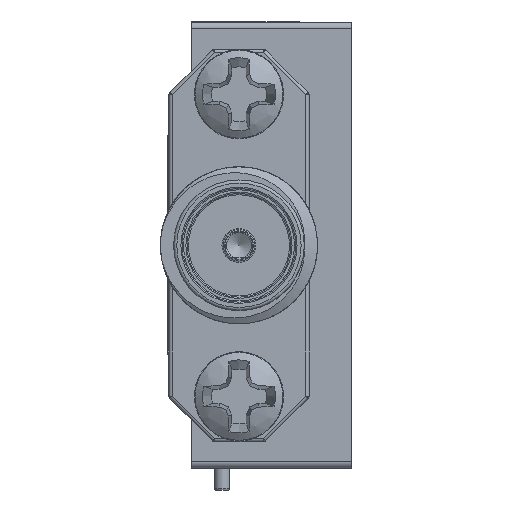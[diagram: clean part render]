
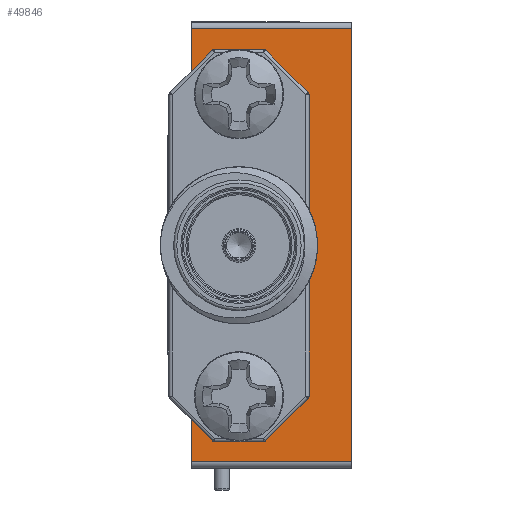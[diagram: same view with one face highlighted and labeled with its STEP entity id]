
A CAD part, left-side view. The second image highlights one B-rep face of the part: STEP entity #49846.
In plain terms, the highlighted planar face has unit normal (-1, 0, 0).
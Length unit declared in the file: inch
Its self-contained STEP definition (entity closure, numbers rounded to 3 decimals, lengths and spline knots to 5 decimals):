
#642 = CARTESIAN_POINT ( 'NONE',  ( -0.54, 0.255, -0.345 ) ) ;
#1052 = EDGE_LOOP ( 'NONE', ( #10034, #41162, #20424, #38065, #15193, #41766, #20205, #34946 ) ) ;
#1177 = EDGE_CURVE ( 'NONE', #38723, #27996, #43359, .T. ) ;
#1293 = EDGE_CURVE ( 'NONE', #26049, #20041, #6132, .T. ) ;
#1859 = CARTESIAN_POINT ( 'NONE',  ( -0.54, 0.107, 0.182 ) ) ;
#2246 = EDGE_CURVE ( 'NONE', #38339, #27243, #33151, .T. ) ;
#2416 = LINE ( 'NONE', #29672, #43147 ) ;
#2820 = DIRECTION ( 'NONE',  ( 0., 0., -1. ) ) ;
#3467 = CARTESIAN_POINT ( 'NONE',  ( -0.54, 0.179, 0.24 ) ) ;
#4543 = CIRCLE ( 'NONE', #34417, 0.0525 ) ;
#5175 = CARTESIAN_POINT ( 'NONE',  ( -0.54, 0.255, 0.345 ) ) ;
#5190 = VERTEX_POINT ( 'NONE', #5442 ) ;
#5425 = PLANE ( 'NONE',  #41139 ) ;
#5442 = CARTESIAN_POINT ( 'NONE',  ( -0.54, 0.179, 0.2925 ) ) ;
#5642 = LINE ( 'NONE', #29513, #49323 ) ;
#6132 = LINE ( 'NONE', #5175, #24629 ) ;
#6458 = FACE_BOUND ( 'NONE', #36591, .T. ) ;
#7104 = CARTESIAN_POINT ( 'NONE',  ( -0.54, 0.255, -0.182 ) ) ;
#7865 = EDGE_CURVE ( 'NONE', #24051, #36139, #37020, .T. ) ;
#7980 = ORIENTED_EDGE ( 'NONE', *, *, #50272, .F. ) ;
#9299 = CARTESIAN_POINT ( 'NONE',  ( -0.54, 0.107, -0.182 ) ) ;
#9908 = CARTESIAN_POINT ( 'NONE',  ( -0.54, 0.107, 0.182 ) ) ;
#10034 = ORIENTED_EDGE ( 'NONE', *, *, #27977, .T. ) ;
#10283 = DIRECTION ( 'NONE',  ( 0., 0., 1. ) ) ;
#10415 = FACE_OUTER_BOUND ( 'NONE', #1052, .T. ) ;
#10676 = FACE_BOUND ( 'NONE', #14282, .T. ) ;
#11589 = DIRECTION ( 'NONE',  ( 0., 0., 1. ) ) ;
#12882 = EDGE_CURVE ( 'NONE', #5190, #5190, #45374, .T. ) ;
#12934 = CARTESIAN_POINT ( 'NONE',  ( -0.54, 0.107, 0.182 ) ) ;
#14177 = DIRECTION ( 'NONE',  ( -1., 0., 0. ) ) ;
#14282 = EDGE_LOOP ( 'NONE', ( #7980 ) ) ;
#14394 = DIRECTION ( 'NONE',  ( 0., 0., 1. ) ) ;
#15193 = ORIENTED_EDGE ( 'NONE', *, *, #33701, .F. ) ;
#16742 = DIRECTION ( 'NONE',  ( 0., 0., 1. ) ) ;
#17350 = DIRECTION ( 'NONE',  ( 0., 1., 0. ) ) ;
#18918 = DIRECTION ( 'NONE',  ( 0., 0., 1. ) ) ;
#18976 = DIRECTION ( 'NONE',  ( 1., 0., 0. ) ) ;
#19529 = CARTESIAN_POINT ( 'NONE',  ( -0.54, 0.255, -0.345 ) ) ;
#19605 = VECTOR ( 'NONE', #27509, 39.37008 ) ;
#20041 = VERTEX_POINT ( 'NONE', #48165 ) ;
#20205 = ORIENTED_EDGE ( 'NONE', *, *, #23008, .F. ) ;
#20424 = ORIENTED_EDGE ( 'NONE', *, *, #32646, .F. ) ;
#21673 = LINE ( 'NONE', #37231, #34445 ) ;
#23008 = EDGE_CURVE ( 'NONE', #38723, #27243, #5642, .T. ) ;
#24051 = VERTEX_POINT ( 'NONE', #1859 ) ;
#24336 = DIRECTION ( 'NONE',  ( 0., 1., 0. ) ) ;
#24629 = VECTOR ( 'NONE', #24935, 39.37008 ) ;
#24935 = DIRECTION ( 'NONE',  ( 0., 1., 0. ) ) ;
#25499 = CARTESIAN_POINT ( 'NONE',  ( -0.54, 0.179, -0.1885 ) ) ;
#26049 = VERTEX_POINT ( 'NONE', #45181 ) ;
#27243 = VERTEX_POINT ( 'NONE', #7104 ) ;
#27509 = DIRECTION ( 'NONE',  ( 0., -1., 0. ) ) ;
#27862 = DIRECTION ( 'NONE',  ( -1., 0., 0. ) ) ;
#27977 = EDGE_CURVE ( 'NONE', #27996, #26049, #2416, .T. ) ;
#27996 = VERTEX_POINT ( 'NONE', #42151 ) ;
#29513 = CARTESIAN_POINT ( 'NONE',  ( -0.54, 0.255, -0.355 ) ) ;
#29570 = LINE ( 'NONE', #9908, #41937 ) ;
#29672 = CARTESIAN_POINT ( 'NONE',  ( -0.54, 0., -0.355 ) ) ;
#29680 = DIRECTION ( 'NONE',  ( 0., 0., 1. ) ) ;
#32646 = EDGE_CURVE ( 'NONE', #36139, #20041, #21673, .T. ) ;
#32683 = CARTESIAN_POINT ( 'NONE',  ( -0.54, 0.255, 0.182 ) ) ;
#33151 = LINE ( 'NONE', #9299, #35203 ) ;
#33701 = EDGE_CURVE ( 'NONE', #38339, #24051, #29570, .T. ) ;
#34417 = AXIS2_PLACEMENT_3D ( 'NONE', #37253, #14177, #10283 ) ;
#34445 = VECTOR ( 'NONE', #29680, 39.37008 ) ;
#34655 = AXIS2_PLACEMENT_3D ( 'NONE', #3467, #27862, #11589 ) ;
#34946 = ORIENTED_EDGE ( 'NONE', *, *, #1177, .T. ) ;
#35203 = VECTOR ( 'NONE', #17350, 39.37008 ) ;
#36139 = VERTEX_POINT ( 'NONE', #32683 ) ;
#36591 = EDGE_LOOP ( 'NONE', ( #41852 ) ) ;
#37020 = LINE ( 'NONE', #12934, #42303 ) ;
#37231 = CARTESIAN_POINT ( 'NONE',  ( -0.54, 0.255, -0.355 ) ) ;
#37253 = CARTESIAN_POINT ( 'NONE',  ( -0.54, 0.179, -0.241 ) ) ;
#37948 = VERTEX_POINT ( 'NONE', #25499 ) ;
#38065 = ORIENTED_EDGE ( 'NONE', *, *, #7865, .F. ) ;
#38339 = VERTEX_POINT ( 'NONE', #50041 ) ;
#38723 = VERTEX_POINT ( 'NONE', #642 ) ;
#41139 = AXIS2_PLACEMENT_3D ( 'NONE', #42806, #18976, #2820 ) ;
#41162 = ORIENTED_EDGE ( 'NONE', *, *, #1293, .T. ) ;
#41766 = ORIENTED_EDGE ( 'NONE', *, *, #2246, .T. ) ;
#41852 = ORIENTED_EDGE ( 'NONE', *, *, #12882, .F. ) ;
#41937 = VECTOR ( 'NONE', #16742, 39.37008 ) ;
#42151 = CARTESIAN_POINT ( 'NONE',  ( -0.54, 0., -0.345 ) ) ;
#42303 = VECTOR ( 'NONE', #24336, 39.37008 ) ;
#42806 = CARTESIAN_POINT ( 'NONE',  ( -0.54, 0.255, -0.355 ) ) ;
#43147 = VECTOR ( 'NONE', #14394, 39.37008 ) ;
#43359 = LINE ( 'NONE', #19529, #19605 ) ;
#45181 = CARTESIAN_POINT ( 'NONE',  ( -0.54, 0., 0.345 ) ) ;
#45374 = CIRCLE ( 'NONE', #34655, 0.0525 ) ;
#48165 = CARTESIAN_POINT ( 'NONE',  ( -0.54, 0.255, 0.345 ) ) ;
#49323 = VECTOR ( 'NONE', #18918, 39.37008 ) ;
#49846 = ADVANCED_FACE ( 'NONE', ( #10415, #10676, #6458 ), #5425, .F. ) ;
#50041 = CARTESIAN_POINT ( 'NONE',  ( -0.54, 0.107, -0.182 ) ) ;
#50272 = EDGE_CURVE ( 'NONE', #37948, #37948, #4543, .T. ) ;
